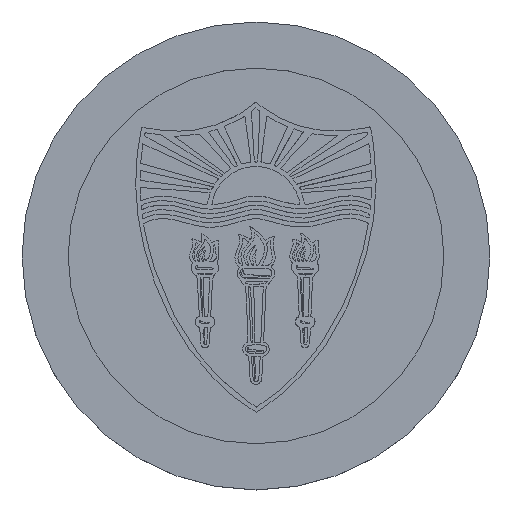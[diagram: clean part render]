
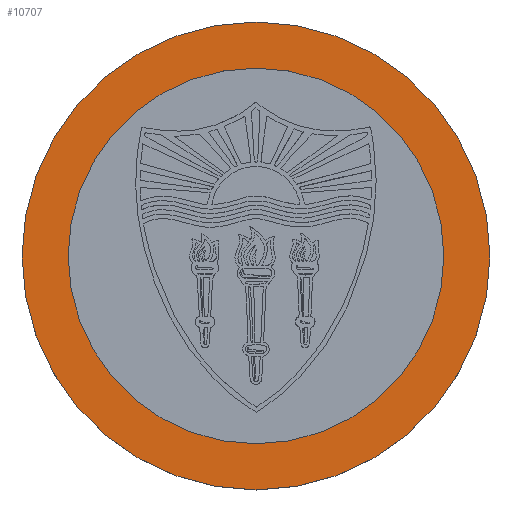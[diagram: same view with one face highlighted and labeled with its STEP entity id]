
A CAD part, top view. The second image highlights one B-rep face of the part: STEP entity #10707.
In plain terms, the highlighted planar face has unit normal (0, 0, 1).
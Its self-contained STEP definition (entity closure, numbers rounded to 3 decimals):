
#1374=FACE_BOUND('',#2222,.T.);
#1429=PLANE('',#11346);
#1598=FACE_OUTER_BOUND('',#2221,.T.);
#2221=EDGE_LOOP('',(#7312));
#2222=EDGE_LOOP('',(#7313));
#4474=CIRCLE('',#11344,36.125);
#4476=CIRCLE('',#11347,45.);
#4478=VERTEX_POINT('',#12657);
#4480=VERTEX_POINT('',#12663);
#5610=EDGE_CURVE('',#4478,#4478,#4474,.T.);
#5613=EDGE_CURVE('',#4480,#4480,#4476,.F.);
#7312=ORIENTED_EDGE('',*,*,#5613,.T.);
#7313=ORIENTED_EDGE('',*,*,#5610,.T.);
#10707=ADVANCED_FACE('',(#1598,#1374),#1429,.T.);
#11344=AXIS2_PLACEMENT_3D('',#12658,#11521,#11522);
#11346=AXIS2_PLACEMENT_3D('',#12662,#11526,#11527);
#11347=AXIS2_PLACEMENT_3D('',#12664,#11528,#11529);
#11521=DIRECTION('center_axis',(0.,0.,-1.));
#11522=DIRECTION('ref_axis',(-1.,0.,0.));
#11526=DIRECTION('center_axis',(0.,0.,1.));
#11527=DIRECTION('ref_axis',(-1.,0.,0.));
#11528=DIRECTION('center_axis',(0.,0.,-1.));
#11529=DIRECTION('ref_axis',(1.,0.,0.));
#12657=CARTESIAN_POINT('',(36.125,0.,9.));
#12658=CARTESIAN_POINT('Origin',(0.,0.,9.));
#12662=CARTESIAN_POINT('Origin',(0.,0.,9.));
#12663=CARTESIAN_POINT('',(-45.,0.,9.));
#12664=CARTESIAN_POINT('Origin',(0.,0.,9.));
